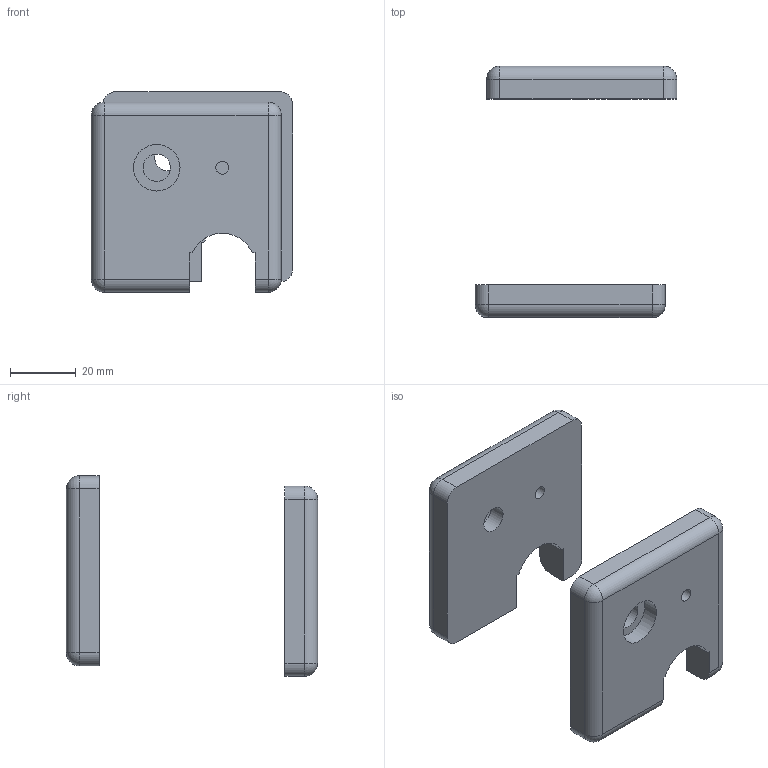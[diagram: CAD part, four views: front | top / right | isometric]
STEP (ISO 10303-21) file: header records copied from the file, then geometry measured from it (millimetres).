
FILE_DESCRIPTION(/* description */ (''),/* implementation_level */ '2;1');
FILE_NAME(/* name */ '11160_KriTec_Abstreif_und_Schmiersystem_14.stp',/* time_stamp */ '2014-05-12T16:40:24+02:00',/* author */ ('kostic'),/* organization */ (''),/* preprocessor_version */ 'ST-DEVELOPER v15.2',/* originating_system */ 'Autodesk Inventor 2014',/* authorisation */ '');
FILE_SCHEMA (('AUTOMOTIVE_DESIGN { 1 0 10303 214 3 1 1 }'));
Length unit declared in the file: millimetre
Products named in the file (3): 1; 2; 11160_KriTec_Abstreif_und_Schmiersystem_14
Bounding box: 61.51 x 76.7 x 61.19 mm (x, y, z)
Volume: 56873.7 mm3; surface area: 17162.9 mm2
Topology: 2 solids, 2 shells, 58 faces, 140 edges, 80 vertices
Faces by surface type: cylinder 26, plane 24, sphere 8
Full cylindrical faces by diameter (mm): 4 x2, 8.3 x2, 14.2 x2
Entity records: 1669 total; most frequent: DIRECTION 304, CARTESIAN_POINT 269, ORIENTED_EDGE 252, EDGE_CURVE 126, AXIS2_PLACEMENT_3D 115, VERTEX_POINT 80, LINE 74, VECTOR 74
